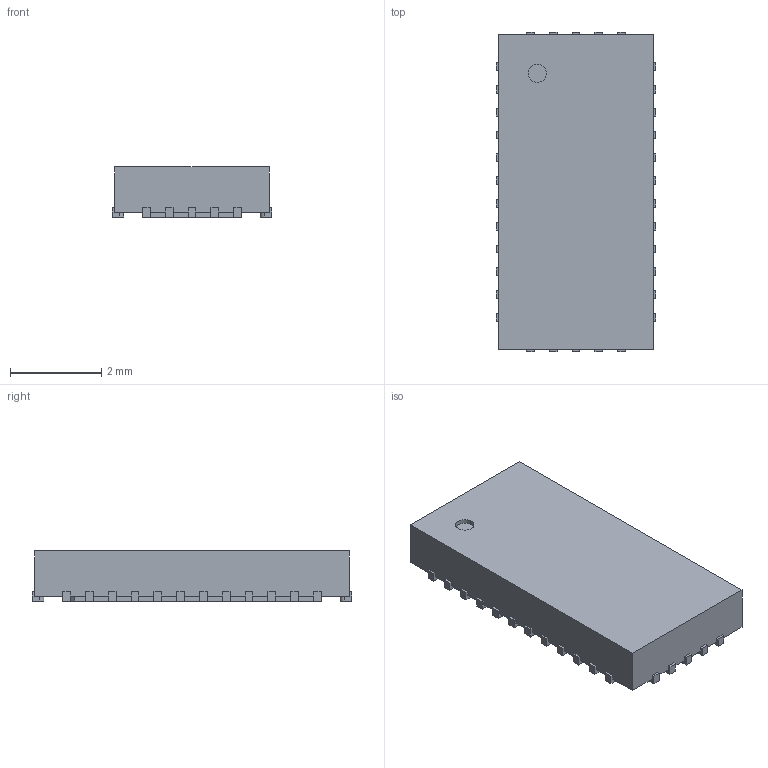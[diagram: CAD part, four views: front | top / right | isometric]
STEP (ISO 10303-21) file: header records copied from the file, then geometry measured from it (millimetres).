
FILE_DESCRIPTION(/* description */ ('model of QFN-34-1EP_7x3.5mm_P0.5mm_EP5.55x2.05mm'),/* implementation_level */ '2;1');
FILE_NAME(/* name */ 'QFN-34-1EP_7x3.5mm_P0.5mm_EP5.55x2.05mm.step',/* time_stamp */ '2020-03-16T14:21:02',/* author */ ('kicad StepUp','ksu'),/* organization */ ('FreeCAD'),/* preprocessor_version */ 'OCC',/* originating_system */ 'kicad StepUp',/* authorisation */ '');
FILE_SCHEMA(('AUTOMOTIVE_DESIGN { 1 0 10303 214 1 1 1 1 }'));
Length unit declared in the file: millimetre
Products named in the file (1): QFN_34_1EP_7x35mm_P05mm_EP555x205mm
Bounding box: 3.5 x 7 x 1.1 mm (x, y, z)
Volume: 24.7 mm3; surface area: 72.7 mm2
Topology: 1 solids, 1 shells, 218 faces, 642 edges, 428 vertices
Faces by surface type: plane 183, cylinder 35
Full cylindrical faces by diameter (mm): 0.4 x1
Entity records: 8716 total; most frequent: CARTESIAN_POINT 1289, ORIENTED_EDGE 1284, DIRECTION 1150, EDGE_CURVE 642, LINE 572, VECTOR 572, VERTEX_POINT 428, AXIS2_PLACEMENT_3D 289
